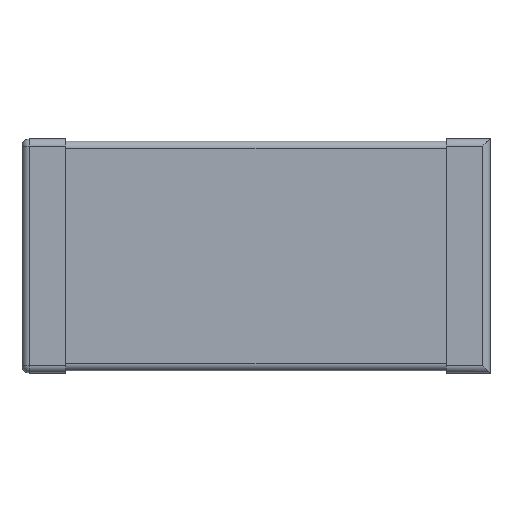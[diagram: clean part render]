
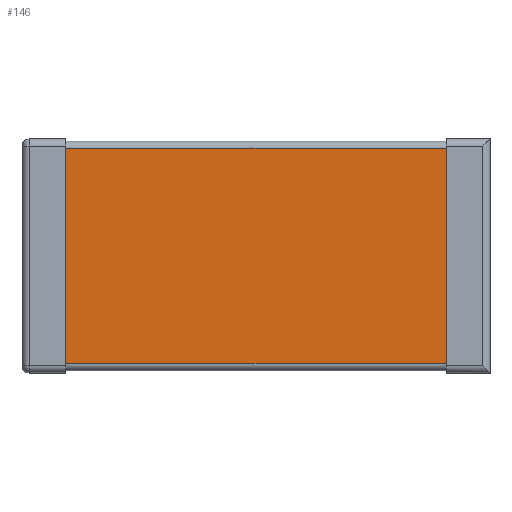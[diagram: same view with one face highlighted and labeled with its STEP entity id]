
A CAD part, top view. The second image highlights one B-rep face of the part: STEP entity #146.
In plain terms, the highlighted planar face has unit normal (0, 0, 1).
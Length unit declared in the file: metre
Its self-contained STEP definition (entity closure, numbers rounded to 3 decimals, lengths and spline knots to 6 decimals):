
#146 = ADVANCED_FACE( '', ( #287 ), #288, .F. );
#287 = FACE_OUTER_BOUND( '', #424, .T. );
#288 = PLANE( '', #425 );
#424 = EDGE_LOOP( '', ( #737, #738, #739, #740 ) );
#425 = AXIS2_PLACEMENT_3D( '', #741, #742, #743 );
#737 = ORIENTED_EDGE( '', *, *, #853, .T. );
#738 = ORIENTED_EDGE( '', *, *, #823, .T. );
#739 = ORIENTED_EDGE( '', *, *, #882, .F. );
#740 = ORIENTED_EDGE( '', *, *, #859, .T. );
#741 = CARTESIAN_POINT( '', ( 0., -0.000785, 0.000585 ) );
#742 = DIRECTION( '', ( 0., 0., -1. ) );
#743 = DIRECTION( '', ( -1., 0., 0. ) );
#823 = EDGE_CURVE( '', #981, #983, #985, .T. );
#853 = EDGE_CURVE( '', #1025, #981, #1026, .T. );
#859 = EDGE_CURVE( '', #1032, #1025, #1033, .F. );
#882 = EDGE_CURVE( '', #1032, #983, #1060, .T. );
#981 = VERTEX_POINT( '', #1186 );
#983 = VERTEX_POINT( '', #1188 );
#985 = LINE( '', #1190, #1191 );
#1025 = VERTEX_POINT( '', #1246 );
#1026 = LINE( '', #1247, #1248 );
#1032 = VERTEX_POINT( '', #1254 );
#1033 = LINE( '', #1255, #1256 );
#1060 = LINE( '', #1288, #1289 );
#1186 = CARTESIAN_POINT( '', ( 0.00145, 0.000735, 0.000585 ) );
#1188 = CARTESIAN_POINT( '', ( -0.00145, 0.000735, 0.000585 ) );
#1190 = CARTESIAN_POINT( '', ( -0.00145, 0.000735, 0.000585 ) );
#1191 = VECTOR( '', #1379, 1. );
#1246 = CARTESIAN_POINT( '', ( 0.00145, -0.000735, 0.000585 ) );
#1247 = CARTESIAN_POINT( '', ( 0.00145, -0.000785, 0.000585 ) );
#1248 = VECTOR( '', #1410, 1. );
#1254 = CARTESIAN_POINT( '', ( -0.00145, -0.000735, 0.000585 ) );
#1255 = CARTESIAN_POINT( '', ( 0.00145, -0.000735, 0.000585 ) );
#1256 = VECTOR( '', #1417, 1. );
#1288 = CARTESIAN_POINT( '', ( -0.00145, -0.000785, 0.000585 ) );
#1289 = VECTOR( '', #1450, 1. );
#1379 = DIRECTION( '', ( -1., 0., 0. ) );
#1410 = DIRECTION( '', ( 0., 1., 0. ) );
#1417 = DIRECTION( '', ( -1., 0., 0. ) );
#1450 = DIRECTION( '', ( 0., 1., 0. ) );
